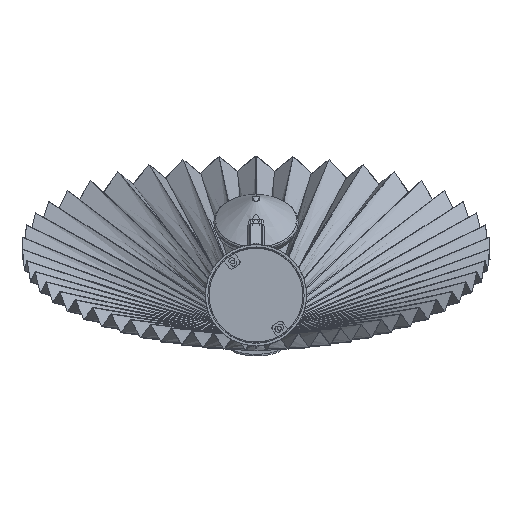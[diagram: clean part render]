
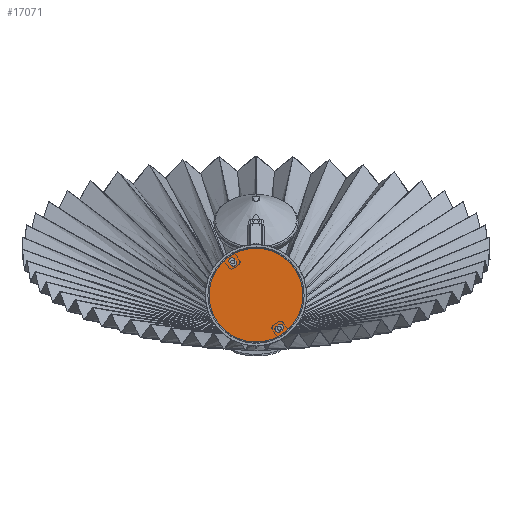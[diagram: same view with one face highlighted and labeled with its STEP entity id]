
A CAD part, top view. The second image highlights one B-rep face of the part: STEP entity #17071.
In plain terms, the highlighted planar face has unit normal (0, 0, 1).
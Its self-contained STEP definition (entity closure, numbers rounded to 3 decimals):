
#2065=FACE_BOUND('',#3960,.T.);
#2066=FACE_BOUND('',#3961,.T.);
#2155=PLANE('',#17956);
#2900=FACE_OUTER_BOUND('',#3959,.T.);
#3959=EDGE_LOOP('',(#14286));
#3960=EDGE_LOOP('',(#14287,#14288,#14289,#14290));
#3961=EDGE_LOOP('',(#14291,#14292,#14293,#14294));
#4602=LINE('',#62366,#5326);
#4603=LINE('',#62368,#5327);
#4604=LINE('',#62371,#5328);
#4605=LINE('',#62373,#5329);
#5326=VECTOR('',#20025,1000.);
#5327=VECTOR('',#20026,1000.);
#5328=VECTOR('',#20029,1000.);
#5329=VECTOR('',#20030,1000.);
#5977=CIRCLE('',#17947,2.);
#5979=CIRCLE('',#17950,2.);
#5982=CIRCLE('',#17954,29.);
#5984=CIRCLE('',#17957,2.);
#5985=CIRCLE('',#17958,2.);
#7473=VERTEX_POINT('',#62341);
#7474=VERTEX_POINT('',#62342);
#7477=VERTEX_POINT('',#62350);
#7478=VERTEX_POINT('',#62351);
#7481=VERTEX_POINT('',#62360);
#7482=VERTEX_POINT('',#62365);
#7483=VERTEX_POINT('',#62367);
#7484=VERTEX_POINT('',#62370);
#7485=VERTEX_POINT('',#62372);
#9797=EDGE_CURVE('',#7473,#7474,#5977,.T.);
#9801=EDGE_CURVE('',#7477,#7478,#5979,.T.);
#9807=EDGE_CURVE('',#7481,#7481,#5982,.T.);
#9809=EDGE_CURVE('',#7478,#7482,#4602,.T.);
#9810=EDGE_CURVE('',#7483,#7477,#4603,.T.);
#9811=EDGE_CURVE('',#7482,#7483,#5984,.T.);
#9812=EDGE_CURVE('',#7474,#7484,#4604,.T.);
#9813=EDGE_CURVE('',#7485,#7473,#4605,.T.);
#9814=EDGE_CURVE('',#7484,#7485,#5985,.T.);
#14286=ORIENTED_EDGE('',*,*,#9807,.T.);
#14287=ORIENTED_EDGE('',*,*,#9809,.F.);
#14288=ORIENTED_EDGE('',*,*,#9801,.F.);
#14289=ORIENTED_EDGE('',*,*,#9810,.F.);
#14290=ORIENTED_EDGE('',*,*,#9811,.F.);
#14291=ORIENTED_EDGE('',*,*,#9812,.F.);
#14292=ORIENTED_EDGE('',*,*,#9797,.F.);
#14293=ORIENTED_EDGE('',*,*,#9813,.F.);
#14294=ORIENTED_EDGE('',*,*,#9814,.F.);
#17071=ADVANCED_FACE('',(#2900,#2065,#2066),#2155,.T.);
#17947=AXIS2_PLACEMENT_3D('',#62343,#20000,#20001);
#17950=AXIS2_PLACEMENT_3D('',#62352,#20008,#20009);
#17954=AXIS2_PLACEMENT_3D('',#62362,#20019,#20020);
#17956=AXIS2_PLACEMENT_3D('',#62364,#20023,#20024);
#17957=AXIS2_PLACEMENT_3D('',#62369,#20027,#20028);
#17958=AXIS2_PLACEMENT_3D('',#62374,#20031,#20032);
#20000=DIRECTION('center_axis',(0.,0.,1.));
#20001=DIRECTION('ref_axis',(1.,0.,0.));
#20008=DIRECTION('center_axis',(0.,0.,1.));
#20009=DIRECTION('ref_axis',(1.,0.,0.));
#20019=DIRECTION('center_axis',(0.,0.,1.));
#20020=DIRECTION('ref_axis',(1.,0.,0.));
#20023=DIRECTION('center_axis',(0.,0.,1.));
#20024=DIRECTION('ref_axis',(1.,0.,0.));
#20025=DIRECTION('',(0.574,-0.819,0.));
#20026=DIRECTION('',(-0.574,0.819,0.));
#20027=DIRECTION('center_axis',(0.,0.,1.));
#20028=DIRECTION('ref_axis',(1.,0.,0.));
#20029=DIRECTION('',(0.819,0.574,0.));
#20030=DIRECTION('',(-0.819,-0.574,0.));
#20031=DIRECTION('center_axis',(0.,0.,1.));
#20032=DIRECTION('ref_axis',(1.,0.,0.));
#62341=CARTESIAN_POINT('',(12.578,-19.271,85.3));
#62342=CARTESIAN_POINT('',(14.872,-22.547,85.3));
#62343=CARTESIAN_POINT('Origin',(13.725,-20.909,85.3));
#62350=CARTESIAN_POINT('',(-13.131,22.24,85.3));
#62351=CARTESIAN_POINT('',(-16.408,19.946,85.3));
#62352=CARTESIAN_POINT('Origin',(-14.77,21.093,85.3));
#62360=CARTESIAN_POINT('',(29.,0.,85.3));
#62362=CARTESIAN_POINT('Origin',(0.,0.,85.3));
#62364=CARTESIAN_POINT('Origin',(0.,0.,85.3));
#62365=CARTESIAN_POINT('',(-15.548,18.717,85.3));
#62366=CARTESIAN_POINT('',(-16.408,19.946,85.3));
#62367=CARTESIAN_POINT('',(-12.271,21.012,85.3));
#62368=CARTESIAN_POINT('',(-13.131,22.24,85.3));
#62369=CARTESIAN_POINT('Origin',(-13.909,19.864,85.3));
#62370=CARTESIAN_POINT('',(16.101,-21.687,85.3));
#62371=CARTESIAN_POINT('',(14.872,-22.547,85.3));
#62372=CARTESIAN_POINT('',(13.807,-18.41,85.3));
#62373=CARTESIAN_POINT('',(12.578,-19.271,85.3));
#62374=CARTESIAN_POINT('Origin',(14.954,-20.049,85.3));
